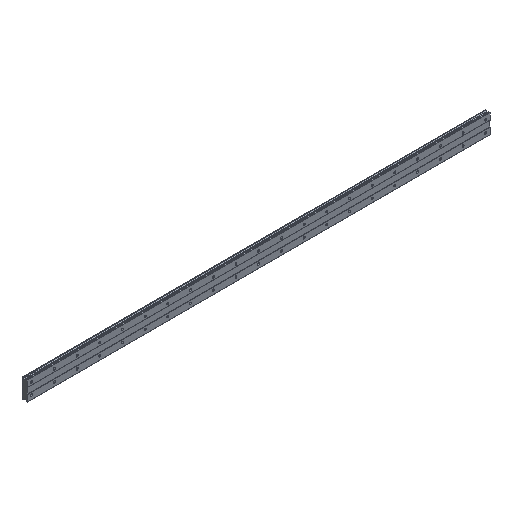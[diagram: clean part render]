
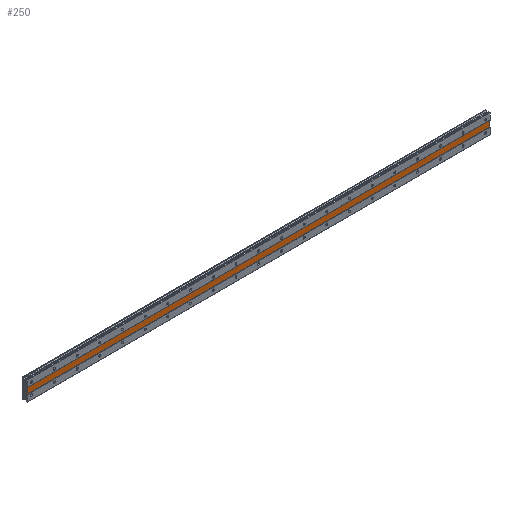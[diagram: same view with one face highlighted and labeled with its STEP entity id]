
A CAD part, isometric view. The second image highlights one B-rep face of the part: STEP entity #250.
In plain terms, the highlighted planar face has unit normal (0, -1, 0).
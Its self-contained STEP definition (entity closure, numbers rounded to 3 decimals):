
#26 = EDGE_CURVE ( 'NONE', #1963, #3317, #3560, .T. ) ;
#250 = ADVANCED_FACE ( 'NONE', ( #5977 ), #3749, .F. ) ;
#328 = CARTESIAN_POINT ( 'NONE',  ( 1615., 1., 34.482 ) ) ;
#409 = VECTOR ( 'NONE', #2685, 1000. ) ;
#589 = CARTESIAN_POINT ( 'NONE',  ( 1615., 1., -10. ) ) ;
#763 = DIRECTION ( 'NONE',  ( 0., 0., 1. ) ) ;
#809 = DIRECTION ( 'NONE',  ( 0., 1., 0. ) ) ;
#1144 = EDGE_CURVE ( 'NONE', #4343, #2965, #5045, .T. ) ;
#1489 = DIRECTION ( 'NONE',  ( -1., 0., 0. ) ) ;
#1962 = CARTESIAN_POINT ( 'NONE',  ( 1615., 1., 10. ) ) ;
#1963 = VERTEX_POINT ( 'NONE', #4562 ) ;
#2188 = CARTESIAN_POINT ( 'NONE',  ( 1615., 1., -10. ) ) ;
#2336 = EDGE_CURVE ( 'NONE', #4343, #1963, #5517, .T. ) ;
#2351 = ORIENTED_EDGE ( 'NONE', *, *, #2336, .T. ) ;
#2574 = ORIENTED_EDGE ( 'NONE', *, *, #1144, .F. ) ;
#2685 = DIRECTION ( 'NONE',  ( 0., 0., -1. ) ) ;
#2741 = AXIS2_PLACEMENT_3D ( 'NONE', #1962, #809, #763 ) ;
#2965 = VERTEX_POINT ( 'NONE', #589 ) ;
#3218 = LINE ( 'NONE', #2188, #6438 ) ;
#3317 = VERTEX_POINT ( 'NONE', #5269 ) ;
#3530 = DIRECTION ( 'NONE',  ( 0., 0., -1. ) ) ;
#3560 = LINE ( 'NONE', #3596, #6149 ) ;
#3596 = CARTESIAN_POINT ( 'NONE',  ( -15., 1., 34.482 ) ) ;
#3749 = PLANE ( 'NONE',  #2741 ) ;
#3786 = CARTESIAN_POINT ( 'NONE',  ( 1615., 1., 10. ) ) ;
#4343 = VERTEX_POINT ( 'NONE', #3786 ) ;
#4562 = CARTESIAN_POINT ( 'NONE',  ( -15., 1., 10. ) ) ;
#5045 = LINE ( 'NONE', #328, #409 ) ;
#5068 = DIRECTION ( 'NONE',  ( -1., 0., 0. ) ) ;
#5269 = CARTESIAN_POINT ( 'NONE',  ( -15., 1., -10. ) ) ;
#5460 = EDGE_LOOP ( 'NONE', ( #6716, #2574, #2351, #6349 ) ) ;
#5462 = VECTOR ( 'NONE', #5068, 1000. ) ;
#5517 = LINE ( 'NONE', #6178, #5462 ) ;
#5870 = EDGE_CURVE ( 'NONE', #2965, #3317, #3218, .T. ) ;
#5977 = FACE_OUTER_BOUND ( 'NONE', #5460, .T. ) ;
#6149 = VECTOR ( 'NONE', #3530, 1000. ) ;
#6178 = CARTESIAN_POINT ( 'NONE',  ( 1615., 1., 10. ) ) ;
#6349 = ORIENTED_EDGE ( 'NONE', *, *, #26, .T. ) ;
#6438 = VECTOR ( 'NONE', #1489, 1000. ) ;
#6716 = ORIENTED_EDGE ( 'NONE', *, *, #5870, .F. ) ;
